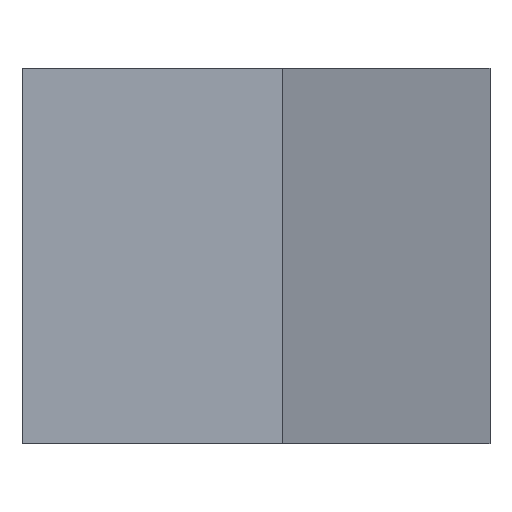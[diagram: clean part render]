
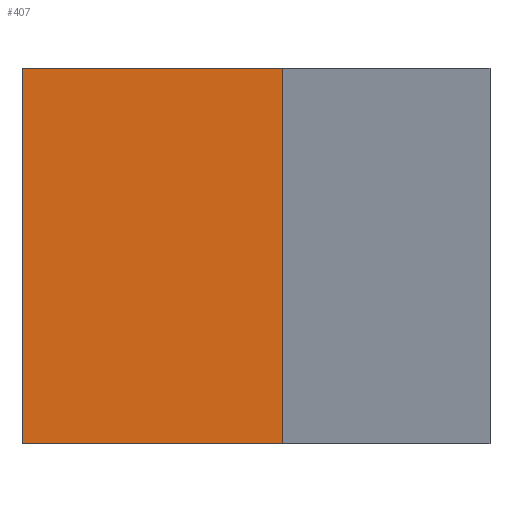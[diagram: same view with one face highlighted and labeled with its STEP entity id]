
A CAD part, left-side view. The second image highlights one B-rep face of the part: STEP entity #407.
In plain terms, the highlighted planar face has unit normal (-1, 0, 0).
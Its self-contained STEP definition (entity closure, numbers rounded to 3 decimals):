
#342=CARTESIAN_POINT('',(-15.,9.081,258.8));
#343=VERTEX_POINT('',#342);
#352=CARTESIAN_POINT('',(-15.,9.081,267.2));
#353=VERTEX_POINT('',#352);
#354=CARTESIAN_POINT('',(-15.,9.081,267.2));
#355=DIRECTION('',(0.,0.,-1.));
#356=VECTOR('',#355,8.4);
#357=LINE('',#354,#356);
#358=EDGE_CURVE('',#353,#343,#357,.T.);
#377=CARTESIAN_POINT('',(-15.,3.25,270.));
#378=DIRECTION('',(-1.,0.,0.));
#379=DIRECTION('',(0.,0.,1.));
#380=AXIS2_PLACEMENT_3D('',#377,#378,#379);
#381=PLANE('',#380);
#382=ORIENTED_EDGE('',*,*,#358,.T.);
#383=CARTESIAN_POINT('',(-15.,3.25,258.8));
#384=VERTEX_POINT('',#383);
#385=CARTESIAN_POINT('',(-15.,3.25,258.8));
#386=DIRECTION('',(0.,1.,0.));
#387=VECTOR('',#386,5.831);
#388=LINE('',#385,#387);
#389=EDGE_CURVE('',#384,#343,#388,.T.);
#390=ORIENTED_EDGE('',*,*,#389,.F.);
#391=CARTESIAN_POINT('',(-15.,3.25,267.2));
#392=VERTEX_POINT('',#391);
#393=CARTESIAN_POINT('',(-15.,3.25,267.2));
#394=DIRECTION('',(0.,0.,-1.));
#395=VECTOR('',#394,8.4);
#396=LINE('',#393,#395);
#397=EDGE_CURVE('',#392,#384,#396,.T.);
#398=ORIENTED_EDGE('',*,*,#397,.F.);
#399=CARTESIAN_POINT('',(-15.,3.25,267.2));
#400=DIRECTION('',(0.,1.,0.));
#401=VECTOR('',#400,5.831);
#402=LINE('',#399,#401);
#403=EDGE_CURVE('',#392,#353,#402,.T.);
#404=ORIENTED_EDGE('',*,*,#403,.T.);
#405=EDGE_LOOP('',(#382,#390,#398,#404));
#406=FACE_BOUND('',#405,.T.);
#407=ADVANCED_FACE('',(#406),#381,.T.);
